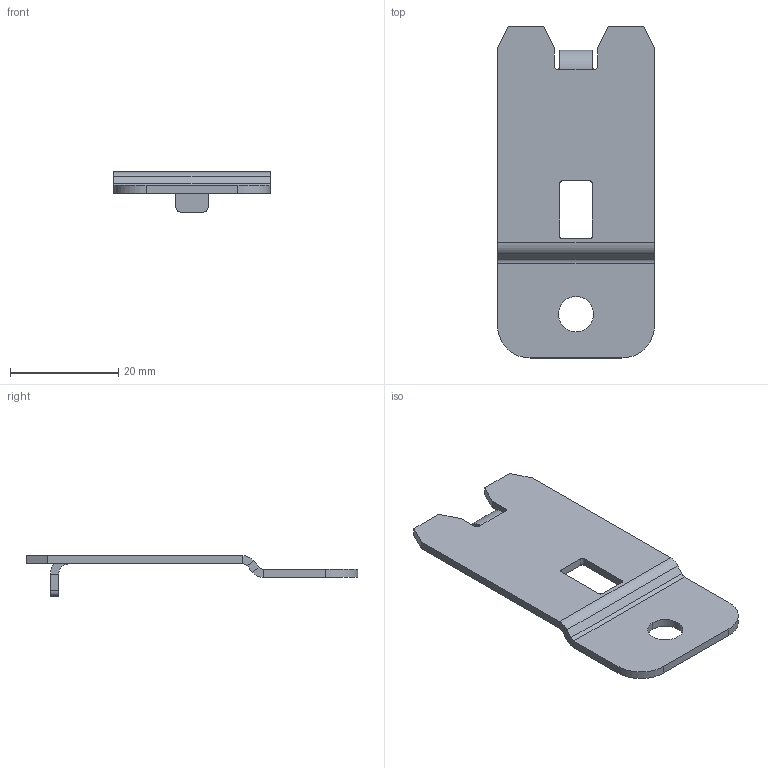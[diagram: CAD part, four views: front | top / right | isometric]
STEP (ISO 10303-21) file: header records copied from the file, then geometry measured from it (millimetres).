
FILE_DESCRIPTION((''),'2;1');
FILE_NAME('FRH-A12-MB-A2_ASM','2017-11-07T14:59:27',('20077268'),(''),'CREO PARAMETRIC BY PTC INC, 2017110','CREO PARAMETRIC BY PTC INC, 2017110','');
FILE_SCHEMA(('CONFIG_CONTROL_DESIGN'));
Length unit declared in the file: millimetre
Products named in the file (2): C19-1002-AX_NCF; FRH-A12-MB-A2_ASM
Assembly tree (1 placements, depth 2):
  FRH-A12-MB-A2_ASM
    C19-1002-AX_NCF
Bounding box: 29 x 61.38 x 7.5 mm (x, y, z)
Volume: 2496.6 mm3; surface area: 3712 mm2
Topology: 1 solids, 1 shells, 54 faces, 140 edges, 88 vertices
Faces by surface type: plane 36, cylinder 18
Entity records: 1775 total; most frequent: CARTESIAN_POINT 361, DIRECTION 286, ORIENTED_EDGE 280, EDGE_CURVE 140, VECTOR 100, LINE 100, AXIS2_PLACEMENT_3D 93, VERTEX_POINT 88
